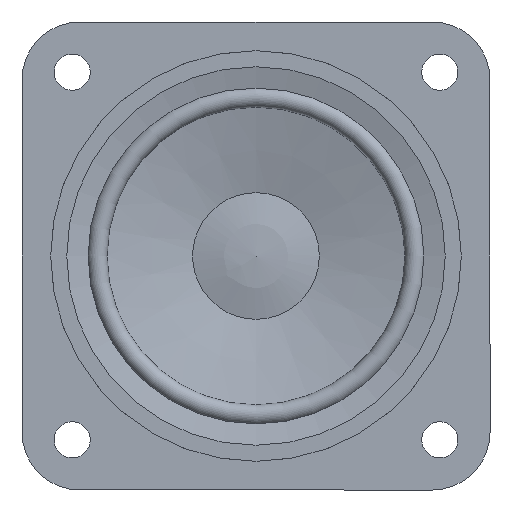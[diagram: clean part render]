
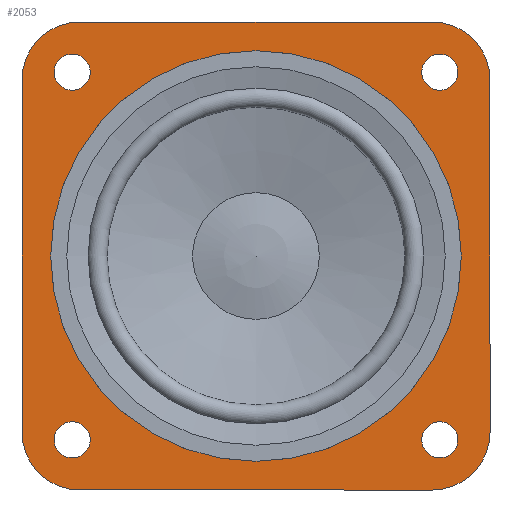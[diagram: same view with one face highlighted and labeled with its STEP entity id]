
A CAD part, front view. The second image highlights one B-rep face of the part: STEP entity #2053.
In plain terms, the highlighted planar face has unit normal (0, -1, 0).
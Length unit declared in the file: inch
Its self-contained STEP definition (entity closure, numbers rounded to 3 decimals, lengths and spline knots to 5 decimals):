
#22 = CIRCLE ( 'NONE', #1021, 0.0675 ) ;
#26 = AXIS2_PLACEMENT_3D ( 'NONE', #2167, #765, #736 ) ;
#70 = DIRECTION ( 'NONE',  ( 0., -1., 0. ) ) ;
#78 = EDGE_LOOP ( 'NONE', ( #1941 ) ) ;
#85 = CIRCLE ( 'NONE', #619, 0.0675 ) ;
#100 = EDGE_CURVE ( 'NONE', #2032, #2032, #85, .T. ) ;
#116 = CARTESIAN_POINT ( 'NONE',  ( -0.04228, 0.76834, 2.34563 ) ) ;
#139 = CARTESIAN_POINT ( 'NONE',  ( 1.52022, 0.76834, 2.37467 ) ) ;
#179 = DIRECTION ( 'NONE',  ( 0., -1., 0. ) ) ;
#228 = DIRECTION ( 'NONE',  ( 0., 1., 0. ) ) ;
#249 = VERTEX_POINT ( 'NONE', #2155 ) ;
#269 = CARTESIAN_POINT ( 'NONE',  ( 1.49118, 0.76834, 2.34563 ) ) ;
#288 = EDGE_CURVE ( 'NONE', #331, #2670, #1418, .T. ) ;
#299 = CARTESIAN_POINT ( 'NONE',  ( -0.04228, 0.76834, 2.34563 ) ) ;
#324 = ORIENTED_EDGE ( 'NONE', *, *, #1672, .F. ) ;
#331 = VERTEX_POINT ( 'NONE', #839 ) ;
#378 = FACE_BOUND ( 'NONE', #738, .T. ) ;
#387 = EDGE_CURVE ( 'NONE', #2335, #717, #1655, .T. ) ;
#399 = DIRECTION ( 'NONE',  ( 0., 0., -1. ) ) ;
#426 = EDGE_CURVE ( 'NONE', #1489, #524, #966, .T. ) ;
#482 = FACE_BOUND ( 'NONE', #1161, .T. ) ;
#490 = DIRECTION ( 'NONE',  ( 0., 1., 0. ) ) ;
#497 = EDGE_CURVE ( 'NONE', #717, #249, #1005, .T. ) ;
#524 = VERTEX_POINT ( 'NONE', #2298 ) ;
#534 = FACE_BOUND ( 'NONE', #838, .T. ) ;
#543 = VERTEX_POINT ( 'NONE', #1648 ) ;
#614 = DIRECTION ( 'NONE',  ( 0., 0., -1. ) ) ;
#619 = AXIS2_PLACEMENT_3D ( 'NONE', #1714, #871, #1702 ) ;
#621 = VERTEX_POINT ( 'NONE', #1637 ) ;
#633 = ORIENTED_EDGE ( 'NONE', *, *, #426, .F. ) ;
#675 = CARTESIAN_POINT ( 'NONE',  ( 0.14522, 0.76834, 2.37467 ) ) ;
#689 = DIRECTION ( 'NONE',  ( 0., -1., 0. ) ) ;
#717 = VERTEX_POINT ( 'NONE', #1716 ) ;
#718 = DIRECTION ( 'NONE',  ( 0., 1., 0. ) ) ;
#723 = DIRECTION ( 'NONE',  ( 0., 0., 1. ) ) ;
#730 = EDGE_CURVE ( 'NONE', #2366, #331, #2013, .T. ) ;
#735 = DIRECTION ( 'NONE',  ( 1., 0., 0. ) ) ;
#736 = DIRECTION ( 'NONE',  ( 0., 0., 1. ) ) ;
#738 = EDGE_LOOP ( 'NONE', ( #1124 ) ) ;
#754 = VERTEX_POINT ( 'NONE', #2056 ) ;
#765 = DIRECTION ( 'NONE',  ( 0., 1., 0. ) ) ;
#838 = EDGE_LOOP ( 'NONE', ( #324 ) ) ;
#839 = CARTESIAN_POINT ( 'NONE',  ( 1.70772, 0.76834, 2.34563 ) ) ;
#859 = ORIENTED_EDGE ( 'NONE', *, *, #497, .F. ) ;
#871 = DIRECTION ( 'NONE',  ( 0., -1., 0. ) ) ;
#898 = CIRCLE ( 'NONE', #1536, 0.76781 ) ;
#966 = CIRCLE ( 'NONE', #2350, 0.21654 ) ;
#1005 = CIRCLE ( 'NONE', #26, 0.21654 ) ;
#1021 = AXIS2_PLACEMENT_3D ( 'NONE', #1177, #1577, #2001 ) ;
#1023 = CARTESIAN_POINT ( 'NONE',  ( 0.83272, 0.76834, 1.68717 ) ) ;
#1033 = FACE_BOUND ( 'NONE', #78, .T. ) ;
#1037 = AXIS2_PLACEMENT_3D ( 'NONE', #2100, #228, #399 ) ;
#1055 = EDGE_CURVE ( 'NONE', #754, #754, #1708, .T. ) ;
#1084 = CARTESIAN_POINT ( 'NONE',  ( 1.49118, 0.76834, 0.81217 ) ) ;
#1103 = CIRCLE ( 'NONE', #1456, 0.0675 ) ;
#1116 = VECTOR ( 'NONE', #2122, 39.37008 ) ;
#1124 = ORIENTED_EDGE ( 'NONE', *, *, #1504, .F. ) ;
#1126 = ORIENTED_EDGE ( 'NONE', *, *, #1408, .F. ) ;
#1135 = ORIENTED_EDGE ( 'NONE', *, *, #1055, .F. ) ;
#1137 = VECTOR ( 'NONE', #723, 39.37008 ) ;
#1143 = DIRECTION ( 'NONE',  ( 0., 0., 1. ) ) ;
#1161 = EDGE_LOOP ( 'NONE', ( #1135 ) ) ;
#1177 = CARTESIAN_POINT ( 'NONE',  ( 0.14522, 0.76834, 0.99967 ) ) ;
#1180 = ORIENTED_EDGE ( 'NONE', *, *, #288, .F. ) ;
#1278 = VERTEX_POINT ( 'NONE', #1853 ) ;
#1359 = CARTESIAN_POINT ( 'NONE',  ( 0.83272, 0.76834, 1.68717 ) ) ;
#1408 = EDGE_CURVE ( 'NONE', #2670, #2335, #2028, .T. ) ;
#1418 = LINE ( 'NONE', #1667, #2463 ) ;
#1446 = EDGE_LOOP ( 'NONE', ( #1790 ) ) ;
#1456 = AXIS2_PLACEMENT_3D ( 'NONE', #675, #689, #1760 ) ;
#1489 = VERTEX_POINT ( 'NONE', #116 ) ;
#1495 = FACE_BOUND ( 'NONE', #1446, .T. ) ;
#1504 = EDGE_CURVE ( 'NONE', #543, #543, #22, .T. ) ;
#1536 = AXIS2_PLACEMENT_3D ( 'NONE', #1359, #70, #1143 ) ;
#1548 = EDGE_CURVE ( 'NONE', #524, #2366, #2465, .T. ) ;
#1556 = DIRECTION ( 'NONE',  ( 0., 0., -1. ) ) ;
#1569 = ORIENTED_EDGE ( 'NONE', *, *, #730, .F. ) ;
#1577 = DIRECTION ( 'NONE',  ( 0., -1., 0. ) ) ;
#1591 = AXIS2_PLACEMENT_3D ( 'NONE', #1023, #179, #1865 ) ;
#1629 = DIRECTION ( 'NONE',  ( 0., 0., -1. ) ) ;
#1637 = CARTESIAN_POINT ( 'NONE',  ( 0.14522, 0.76834, 2.30717 ) ) ;
#1648 = CARTESIAN_POINT ( 'NONE',  ( 0.14522, 0.76834, 0.93217 ) ) ;
#1651 = CARTESIAN_POINT ( 'NONE',  ( 1.49118, 0.76834, 2.56217 ) ) ;
#1655 = LINE ( 'NONE', #1084, #1116 ) ;
#1667 = CARTESIAN_POINT ( 'NONE',  ( 1.70772, 0.76834, 2.34563 ) ) ;
#1672 = EDGE_CURVE ( 'NONE', #621, #621, #1103, .T. ) ;
#1681 = LINE ( 'NONE', #299, #1137 ) ;
#1690 = CARTESIAN_POINT ( 'NONE',  ( 1.49118, 0.76834, 0.81217 ) ) ;
#1702 = DIRECTION ( 'NONE',  ( 0., 0., -1. ) ) ;
#1708 = CIRCLE ( 'NONE', #2209, 0.0675 ) ;
#1714 = CARTESIAN_POINT ( 'NONE',  ( 1.52022, 0.76834, 0.99967 ) ) ;
#1716 = CARTESIAN_POINT ( 'NONE',  ( 0.17426, 0.76834, 0.81217 ) ) ;
#1760 = DIRECTION ( 'NONE',  ( 0., 0., -1. ) ) ;
#1790 = ORIENTED_EDGE ( 'NONE', *, *, #100, .F. ) ;
#1853 = CARTESIAN_POINT ( 'NONE',  ( 0.83272, 0.76834, 2.45498 ) ) ;
#1855 = EDGE_LOOP ( 'NONE', ( #2676, #859, #2660, #1126, #1180, #1569, #2646, #633 ) ) ;
#1865 = DIRECTION ( 'NONE',  ( 0., 0., -1. ) ) ;
#1932 = AXIS2_PLACEMENT_3D ( 'NONE', #269, #490, #1556 ) ;
#1941 = ORIENTED_EDGE ( 'NONE', *, *, #2536, .F. ) ;
#2001 = DIRECTION ( 'NONE',  ( 0., 0., -1. ) ) ;
#2013 = CIRCLE ( 'NONE', #1932, 0.21654 ) ;
#2021 = FACE_OUTER_BOUND ( 'NONE', #1855, .T. ) ;
#2028 = CIRCLE ( 'NONE', #1037, 0.21654 ) ;
#2032 = VERTEX_POINT ( 'NONE', #2644 ) ;
#2053 = ADVANCED_FACE ( 'NONE', ( #1495, #378, #534, #482, #1033, #2021 ), #2299, .T. ) ;
#2056 = CARTESIAN_POINT ( 'NONE',  ( 1.52022, 0.76834, 2.30717 ) ) ;
#2100 = CARTESIAN_POINT ( 'NONE',  ( 1.49118, 0.76834, 1.0287 ) ) ;
#2122 = DIRECTION ( 'NONE',  ( -1., 0., 0. ) ) ;
#2155 = CARTESIAN_POINT ( 'NONE',  ( -0.04228, 0.76834, 1.0287 ) ) ;
#2167 = CARTESIAN_POINT ( 'NONE',  ( 0.17426, 0.76834, 1.0287 ) ) ;
#2206 = CARTESIAN_POINT ( 'NONE',  ( 1.49118, 0.76834, 2.56217 ) ) ;
#2209 = AXIS2_PLACEMENT_3D ( 'NONE', #139, #2656, #1629 ) ;
#2298 = CARTESIAN_POINT ( 'NONE',  ( 0.17426, 0.76834, 2.56217 ) ) ;
#2299 = PLANE ( 'NONE',  #1591 ) ;
#2331 = CARTESIAN_POINT ( 'NONE',  ( 0.17426, 0.76834, 2.34563 ) ) ;
#2335 = VERTEX_POINT ( 'NONE', #1690 ) ;
#2350 = AXIS2_PLACEMENT_3D ( 'NONE', #2331, #718, #2540 ) ;
#2366 = VERTEX_POINT ( 'NONE', #1651 ) ;
#2379 = VECTOR ( 'NONE', #735, 39.37008 ) ;
#2463 = VECTOR ( 'NONE', #614, 39.37008 ) ;
#2465 = LINE ( 'NONE', #2206, #2379 ) ;
#2536 = EDGE_CURVE ( 'NONE', #1278, #1278, #898, .T. ) ;
#2540 = DIRECTION ( 'NONE',  ( 0., 0., 1. ) ) ;
#2584 = EDGE_CURVE ( 'NONE', #249, #1489, #1681, .T. ) ;
#2626 = CARTESIAN_POINT ( 'NONE',  ( 1.70772, 0.76834, 1.0287 ) ) ;
#2644 = CARTESIAN_POINT ( 'NONE',  ( 1.52022, 0.76834, 0.93217 ) ) ;
#2646 = ORIENTED_EDGE ( 'NONE', *, *, #1548, .F. ) ;
#2656 = DIRECTION ( 'NONE',  ( 0., -1., 0. ) ) ;
#2660 = ORIENTED_EDGE ( 'NONE', *, *, #387, .F. ) ;
#2670 = VERTEX_POINT ( 'NONE', #2626 ) ;
#2676 = ORIENTED_EDGE ( 'NONE', *, *, #2584, .F. ) ;
